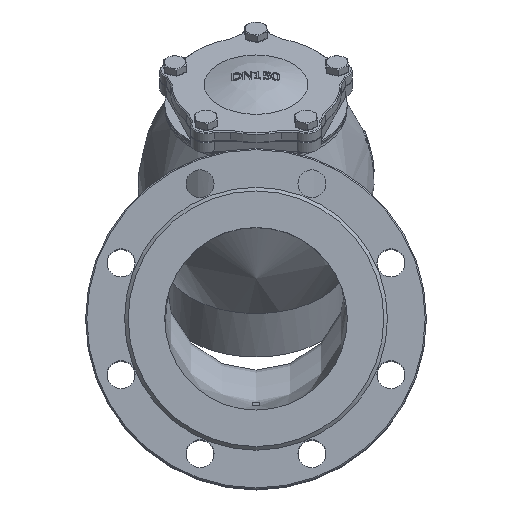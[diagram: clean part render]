
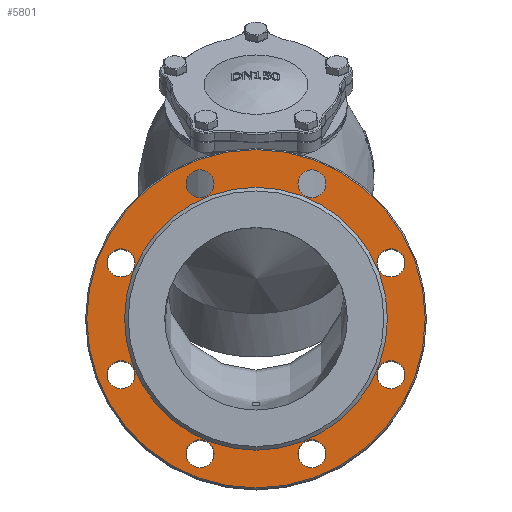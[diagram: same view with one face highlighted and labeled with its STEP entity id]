
A CAD part, top view. The second image highlights one B-rep face of the part: STEP entity #5801.
In plain terms, the highlighted planar face has unit normal (0, 0, 1).
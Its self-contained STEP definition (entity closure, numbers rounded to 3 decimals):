
#224=CIRCLE('',#6254,139.);
#225=CIRCLE('',#6256,108.);
#226=CIRCLE('',#6257,11.5);
#227=CIRCLE('',#6258,11.5);
#228=CIRCLE('',#6259,11.5);
#229=CIRCLE('',#6260,11.5);
#230=CIRCLE('',#6261,11.5);
#231=CIRCLE('',#6262,11.5);
#232=CIRCLE('',#6263,11.5);
#233=CIRCLE('',#6264,11.5);
#360=FACE_BOUND('',#1688,.T.);
#361=FACE_BOUND('',#1689,.T.);
#362=FACE_BOUND('',#1690,.T.);
#363=FACE_BOUND('',#1691,.T.);
#364=FACE_BOUND('',#1692,.T.);
#365=FACE_BOUND('',#1693,.T.);
#366=FACE_BOUND('',#1694,.T.);
#367=FACE_BOUND('',#1695,.T.);
#368=FACE_BOUND('',#1696,.T.);
#479=PLANE('',#6255);
#1327=FACE_OUTER_BOUND('',#1687,.T.);
#1687=EDGE_LOOP('',(#4376));
#1688=EDGE_LOOP('',(#4377));
#1689=EDGE_LOOP('',(#4378));
#1690=EDGE_LOOP('',(#4379));
#1691=EDGE_LOOP('',(#4380));
#1692=EDGE_LOOP('',(#4381));
#1693=EDGE_LOOP('',(#4382));
#1694=EDGE_LOOP('',(#4383));
#1695=EDGE_LOOP('',(#4384));
#1696=EDGE_LOOP('',(#4385));
#2536=VERTEX_POINT('',#11984);
#2537=VERTEX_POINT('',#11988);
#2538=VERTEX_POINT('',#11990);
#2539=VERTEX_POINT('',#11992);
#2540=VERTEX_POINT('',#11994);
#2541=VERTEX_POINT('',#11996);
#2542=VERTEX_POINT('',#11998);
#2543=VERTEX_POINT('',#12000);
#2544=VERTEX_POINT('',#12002);
#2545=VERTEX_POINT('',#12004);
#3192=EDGE_CURVE('',#2536,#2536,#224,.T.);
#3194=EDGE_CURVE('',#2537,#2537,#225,.T.);
#3195=EDGE_CURVE('',#2538,#2538,#226,.T.);
#3196=EDGE_CURVE('',#2539,#2539,#227,.T.);
#3197=EDGE_CURVE('',#2540,#2540,#228,.T.);
#3198=EDGE_CURVE('',#2541,#2541,#229,.T.);
#3199=EDGE_CURVE('',#2542,#2542,#230,.T.);
#3200=EDGE_CURVE('',#2543,#2543,#231,.T.);
#3201=EDGE_CURVE('',#2544,#2544,#232,.T.);
#3202=EDGE_CURVE('',#2545,#2545,#233,.T.);
#4376=ORIENTED_EDGE('',*,*,#3192,.F.);
#4377=ORIENTED_EDGE('',*,*,#3194,.F.);
#4378=ORIENTED_EDGE('',*,*,#3195,.T.);
#4379=ORIENTED_EDGE('',*,*,#3196,.T.);
#4380=ORIENTED_EDGE('',*,*,#3197,.T.);
#4381=ORIENTED_EDGE('',*,*,#3198,.T.);
#4382=ORIENTED_EDGE('',*,*,#3199,.T.);
#4383=ORIENTED_EDGE('',*,*,#3200,.T.);
#4384=ORIENTED_EDGE('',*,*,#3201,.T.);
#4385=ORIENTED_EDGE('',*,*,#3202,.T.);
#5801=ADVANCED_FACE('',(#1327,#360,#361,#362,#363,#364,#365,#366,#367,#368),
#479,.T.);
#6254=AXIS2_PLACEMENT_3D('',#11985,#6958,#6959);
#6255=AXIS2_PLACEMENT_3D('',#11987,#6961,#6962);
#6256=AXIS2_PLACEMENT_3D('',#11989,#6963,#6964);
#6257=AXIS2_PLACEMENT_3D('',#11991,#6965,#6966);
#6258=AXIS2_PLACEMENT_3D('',#11993,#6967,#6968);
#6259=AXIS2_PLACEMENT_3D('',#11995,#6969,#6970);
#6260=AXIS2_PLACEMENT_3D('',#11997,#6971,#6972);
#6261=AXIS2_PLACEMENT_3D('',#11999,#6973,#6974);
#6262=AXIS2_PLACEMENT_3D('',#12001,#6975,#6976);
#6263=AXIS2_PLACEMENT_3D('',#12003,#6977,#6978);
#6264=AXIS2_PLACEMENT_3D('',#12005,#6979,#6980);
#6958=DIRECTION('center_axis',(0.,0.,-1.));
#6959=DIRECTION('ref_axis',(-1.,0.,0.));
#6961=DIRECTION('center_axis',(0.,0.,1.));
#6962=DIRECTION('ref_axis',(1.,0.,0.));
#6963=DIRECTION('center_axis',(0.,0.,1.));
#6964=DIRECTION('ref_axis',(-1.,0.,0.));
#6965=DIRECTION('center_axis',(0.,0.,-1.));
#6966=DIRECTION('ref_axis',(-1.,0.,0.));
#6967=DIRECTION('center_axis',(0.,0.,-1.));
#6968=DIRECTION('ref_axis',(-1.,0.,0.));
#6969=DIRECTION('center_axis',(0.,0.,-1.));
#6970=DIRECTION('ref_axis',(-1.,0.,0.));
#6971=DIRECTION('center_axis',(0.,0.,-1.));
#6972=DIRECTION('ref_axis',(-1.,0.,0.));
#6973=DIRECTION('center_axis',(0.,0.,-1.));
#6974=DIRECTION('ref_axis',(-1.,0.,0.));
#6975=DIRECTION('center_axis',(0.,0.,-1.));
#6976=DIRECTION('ref_axis',(-1.,0.,0.));
#6977=DIRECTION('center_axis',(0.,0.,-1.));
#6978=DIRECTION('ref_axis',(-1.,0.,0.));
#6979=DIRECTION('center_axis',(0.,0.,-1.));
#6980=DIRECTION('ref_axis',(-1.,0.,0.));
#11984=CARTESIAN_POINT('',(139.,0.,387.));
#11985=CARTESIAN_POINT('Origin',(0.,0.,387.));
#11987=CARTESIAN_POINT('Origin',(0.,0.,387.));
#11988=CARTESIAN_POINT('',(108.,0.,387.));
#11989=CARTESIAN_POINT('Origin',(0.,0.,387.));
#11990=CARTESIAN_POINT('',(57.422,110.866,387.));
#11991=CARTESIAN_POINT('Origin',(45.922,110.866,387.));
#11992=CARTESIAN_POINT('',(-34.422,110.866,387.));
#11993=CARTESIAN_POINT('Origin',(-45.922,110.866,387.));
#11994=CARTESIAN_POINT('',(-99.366,45.922,387.));
#11995=CARTESIAN_POINT('Origin',(-110.866,45.922,387.));
#11996=CARTESIAN_POINT('',(-99.366,-45.922,387.));
#11997=CARTESIAN_POINT('Origin',(-110.866,-45.922,387.));
#11998=CARTESIAN_POINT('',(-34.422,-110.866,387.));
#11999=CARTESIAN_POINT('Origin',(-45.922,-110.866,387.));
#12000=CARTESIAN_POINT('',(57.422,-110.866,387.));
#12001=CARTESIAN_POINT('Origin',(45.922,-110.866,387.));
#12002=CARTESIAN_POINT('',(122.366,-45.922,387.));
#12003=CARTESIAN_POINT('Origin',(110.866,-45.922,387.));
#12004=CARTESIAN_POINT('',(122.366,45.922,387.));
#12005=CARTESIAN_POINT('Origin',(110.866,45.922,387.));
